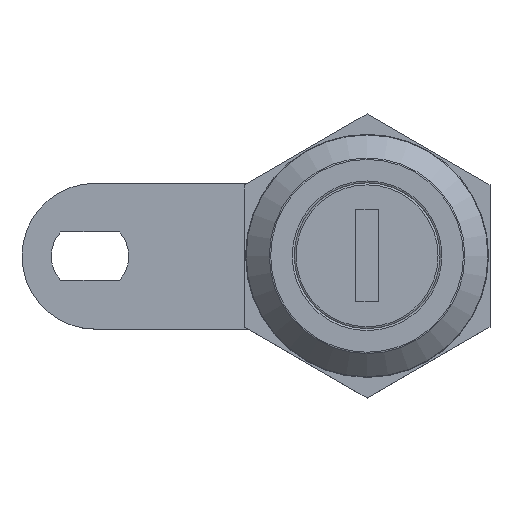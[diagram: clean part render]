
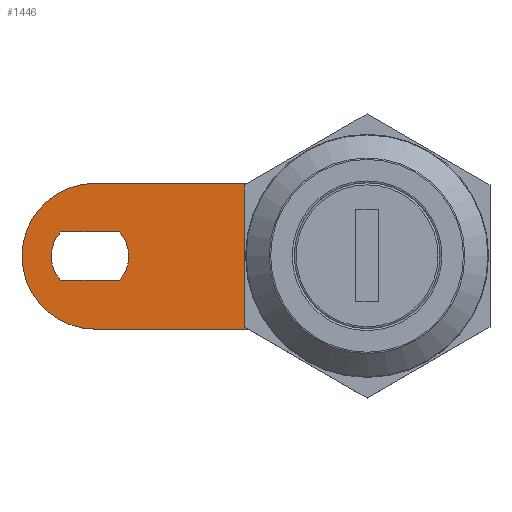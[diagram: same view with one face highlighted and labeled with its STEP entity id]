
A CAD part, top view. The second image highlights one B-rep face of the part: STEP entity #1446.
In plain terms, the highlighted face is planar.
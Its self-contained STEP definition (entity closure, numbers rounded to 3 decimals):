
#92=LINE('',#2348,#194);
#93=LINE('',#2351,#195);
#100=LINE('',#2369,#202);
#101=LINE('',#2372,#203);
#106=LINE('',#2394,#208);
#107=LINE('',#2398,#209);
#194=VECTOR('',#1859,6.);
#195=VECTOR('',#1862,6.);
#202=VECTOR('',#1877,6.);
#203=VECTOR('',#1880,6.);
#208=VECTOR('',#1905,28.);
#209=VECTOR('',#1908,28.);
#289=PLANE('',#1590);
#366=FACE_BOUND('',#553,.T.);
#367=FACE_BOUND('',#554,.T.);
#432=FACE_OUTER_BOUND('',#552,.T.);
#552=EDGE_LOOP('',(#1185,#1186,#1187,#1188));
#553=EDGE_LOOP('',(#1189,#1190,#1191,#1192));
#554=EDGE_LOOP('',(#1193,#1194,#1195,#1196));
#648=CIRCLE('',#1572,3.625);
#650=CIRCLE('',#1577,3.625);
#652=CIRCLE('',#1582,3.625);
#654=CIRCLE('',#1585,3.625);
#658=CIRCLE('',#1591,7.5);
#659=CIRCLE('',#1592,7.5);
#744=VERTEX_POINT('',#2335);
#745=VERTEX_POINT('',#2336);
#749=VERTEX_POINT('',#2346);
#750=VERTEX_POINT('',#2350);
#752=VERTEX_POINT('',#2356);
#753=VERTEX_POINT('',#2357);
#757=VERTEX_POINT('',#2367);
#758=VERTEX_POINT('',#2371);
#764=VERTEX_POINT('',#2392);
#765=VERTEX_POINT('',#2393);
#766=VERTEX_POINT('',#2395);
#767=VERTEX_POINT('',#2397);
#892=EDGE_CURVE('',#744,#745,#648,.T.);
#898=EDGE_CURVE('',#745,#749,#92,.T.);
#899=EDGE_CURVE('',#750,#744,#93,.T.);
#902=EDGE_CURVE('',#752,#753,#650,.T.);
#908=EDGE_CURVE('',#753,#757,#100,.T.);
#909=EDGE_CURVE('',#758,#752,#101,.T.);
#912=EDGE_CURVE('',#757,#758,#652,.T.);
#914=EDGE_CURVE('',#749,#750,#654,.T.);
#920=EDGE_CURVE('',#764,#765,#106,.T.);
#921=EDGE_CURVE('',#766,#764,#658,.T.);
#922=EDGE_CURVE('',#767,#766,#107,.T.);
#923=EDGE_CURVE('',#765,#767,#659,.T.);
#1185=ORIENTED_EDGE('',*,*,#920,.F.);
#1186=ORIENTED_EDGE('',*,*,#921,.F.);
#1187=ORIENTED_EDGE('',*,*,#922,.F.);
#1188=ORIENTED_EDGE('',*,*,#923,.F.);
#1189=ORIENTED_EDGE('',*,*,#902,.T.);
#1190=ORIENTED_EDGE('',*,*,#908,.T.);
#1191=ORIENTED_EDGE('',*,*,#912,.T.);
#1192=ORIENTED_EDGE('',*,*,#909,.T.);
#1193=ORIENTED_EDGE('',*,*,#892,.T.);
#1194=ORIENTED_EDGE('',*,*,#898,.T.);
#1195=ORIENTED_EDGE('',*,*,#914,.T.);
#1196=ORIENTED_EDGE('',*,*,#899,.T.);
#1446=ADVANCED_FACE('',(#432,#366,#367),#289,.F.);
#1572=AXIS2_PLACEMENT_3D('',#2337,#1849,#1850);
#1577=AXIS2_PLACEMENT_3D('',#2358,#1867,#1868);
#1582=AXIS2_PLACEMENT_3D('',#2377,#1885,#1886);
#1585=AXIS2_PLACEMENT_3D('',#2380,#1891,#1892);
#1590=AXIS2_PLACEMENT_3D('',#2391,#1903,#1904);
#1591=AXIS2_PLACEMENT_3D('',#2396,#1906,#1907);
#1592=AXIS2_PLACEMENT_3D('',#2399,#1909,#1910);
#1849=DIRECTION('center_axis',(0.,0.,1.));
#1850=DIRECTION('ref_axis',(-0.724,0.69,0.));
#1859=DIRECTION('',(1.,0.,0.));
#1862=DIRECTION('',(-1.,0.,0.));
#1867=DIRECTION('center_axis',(0.,0.,1.));
#1868=DIRECTION('ref_axis',(-0.69,-0.724,0.));
#1877=DIRECTION('',(0.,1.,0.));
#1880=DIRECTION('',(0.,-1.,0.));
#1885=DIRECTION('center_axis',(0.,0.,1.));
#1886=DIRECTION('ref_axis',(0.69,0.724,0.));
#1891=DIRECTION('center_axis',(0.,0.,1.));
#1892=DIRECTION('ref_axis',(0.724,-0.69,0.));
#1903=DIRECTION('center_axis',(0.,0.,1.));
#1904=DIRECTION('ref_axis',(1.,0.,0.));
#1905=DIRECTION('',(1.,0.,0.));
#1906=DIRECTION('center_axis',(0.,0.,1.));
#1907=DIRECTION('ref_axis',(0.,1.,0.));
#1908=DIRECTION('',(-1.,0.,0.));
#1909=DIRECTION('center_axis',(0.,0.,1.));
#1910=DIRECTION('ref_axis',(0.,-1.,0.));
#2335=CARTESIAN_POINT('',(33.,2.5,0.));
#2336=CARTESIAN_POINT('',(33.,-2.5,0.));
#2337=CARTESIAN_POINT('Origin',(35.625,0.,0.));
#2346=CARTESIAN_POINT('',(39.,-2.5,0.));
#2348=CARTESIAN_POINT('',(26.75,-2.5,0.));
#2350=CARTESIAN_POINT('',(39.,2.5,0.));
#2351=CARTESIAN_POINT('',(30.25,2.5,0.));
#2356=CARTESIAN_POINT('',(5.,-3.,0.));
#2357=CARTESIAN_POINT('',(10.,-3.,0.));
#2358=CARTESIAN_POINT('Origin',(7.5,-0.375,0.));
#2367=CARTESIAN_POINT('',(10.,3.,0.));
#2369=CARTESIAN_POINT('',(10.,-2.,0.));
#2371=CARTESIAN_POINT('',(5.,3.,0.));
#2372=CARTESIAN_POINT('',(5.,1.5,0.));
#2377=CARTESIAN_POINT('Origin',(7.5,0.375,0.));
#2380=CARTESIAN_POINT('Origin',(36.375,0.,0.));
#2391=CARTESIAN_POINT('Origin',(21.5,0.,0.));
#2392=CARTESIAN_POINT('',(7.5,-7.5,0.));
#2393=CARTESIAN_POINT('',(35.5,-7.5,0.));
#2394=CARTESIAN_POINT('',(7.5,-7.5,0.));
#2395=CARTESIAN_POINT('',(7.5,7.5,0.));
#2396=CARTESIAN_POINT('Origin',(7.5,0.,0.));
#2397=CARTESIAN_POINT('',(35.5,7.5,0.));
#2398=CARTESIAN_POINT('',(35.5,7.5,0.));
#2399=CARTESIAN_POINT('Origin',(35.5,0.,0.));
